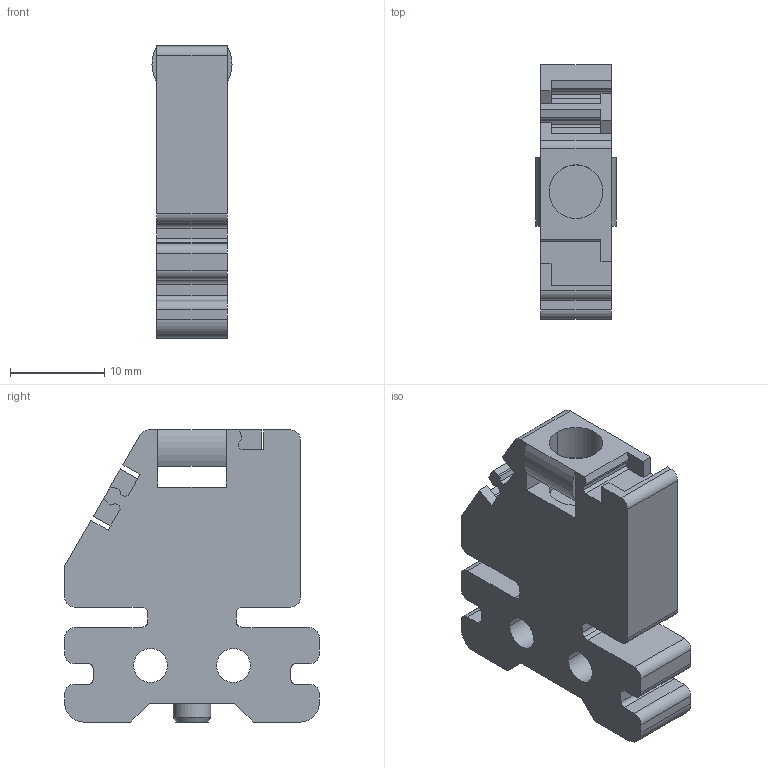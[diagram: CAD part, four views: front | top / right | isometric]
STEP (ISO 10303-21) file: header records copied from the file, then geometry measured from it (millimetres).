
FILE_DESCRIPTION(('CATIA V5R24 STEP214','CAx-IF Rec.Pracs.--- Model Styling and Organization---1.2---2011-12-15'),'2;1');
FILE_NAME ('7699406_2', '2015-07-01T06:59:53+00:00', ('Weidmueller Interface'), ('Weidmueller'), 'CATIA Version 5-6 Release 2014 SP4', 'CATIA V5 STEP AP214', 'none');
FILE_SCHEMA(('AUTOMOTIVE_DESIGN { 1 0 10303 214 1 1 1 1 }'));
Length unit declared in the file: millimetre
Products named in the file (1): 0693060000
Bounding box: 8.5 x 27 x 31 mm (x, y, z)
Volume: 4420.6 mm3; surface area: 2853.4 mm2
Topology: 2 solids, 2 shells, 124 faces, 353 edges, 232 vertices
Faces by surface type: plane 86, cylinder 36, cone 2
Entity records: 3863 total; most frequent: ORIENTED_EDGE 706, CARTESIAN_POINT 685, DIRECTION 551, EDGE_CURVE 353, VECTOR 279, LINE 279, VERTEX_POINT 232, AXIS2_PLACEMENT_3D 174
